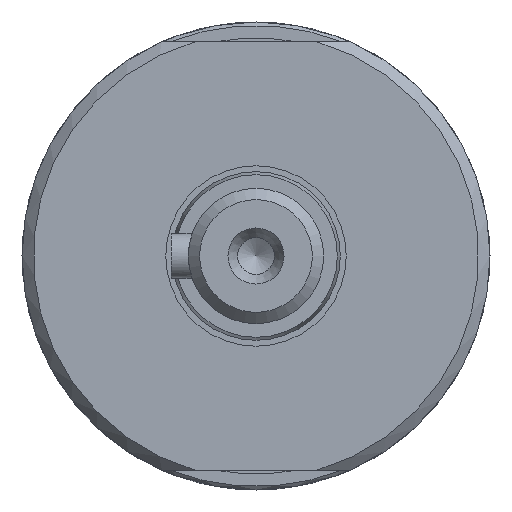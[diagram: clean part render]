
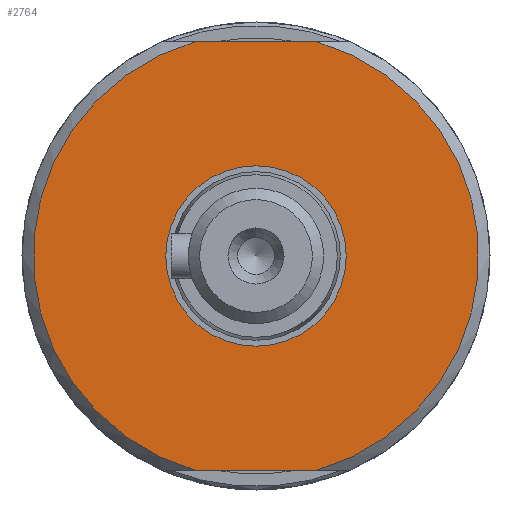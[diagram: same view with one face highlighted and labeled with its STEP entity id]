
A CAD part, left-side view. The second image highlights one B-rep face of the part: STEP entity #2764.
In plain terms, the highlighted planar face has unit normal (-1, 0, 0).
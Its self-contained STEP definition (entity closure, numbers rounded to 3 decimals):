
#241=FACE_BOUND('',#486,.T.);
#326=FACE_OUTER_BOUND('',#485,.T.);
#485=EDGE_LOOP('',(#2058,#2059,#2060,#2061));
#486=EDGE_LOOP('',(#2062,#2063));
#653=CIRCLE('',#2987,19.75);
#654=CIRCLE('',#2990,8.);
#655=CIRCLE('',#2991,8.);
#656=CIRCLE('',#2993,19.75);
#732=LINE('',#4059,#975);
#737=LINE('',#4085,#980);
#975=VECTOR('',#3269,10.);
#980=VECTOR('',#3276,10.);
#1236=VERTEX_POINT('',#4054);
#1237=VERTEX_POINT('',#4058);
#1244=VERTEX_POINT('',#4080);
#1245=VERTEX_POINT('',#4084);
#1268=VERTEX_POINT('',#4189);
#1269=VERTEX_POINT('',#4191);
#1505=EDGE_CURVE('',#1237,#1236,#732,.T.);
#1514=EDGE_CURVE('',#1245,#1244,#737,.T.);
#1560=EDGE_CURVE('',#1237,#1244,#653,.T.);
#1562=EDGE_CURVE('',#1269,#1268,#654,.T.);
#1563=EDGE_CURVE('',#1268,#1269,#655,.T.);
#1564=EDGE_CURVE('',#1245,#1236,#656,.T.);
#2058=ORIENTED_EDGE('',*,*,#1505,.T.);
#2059=ORIENTED_EDGE('',*,*,#1564,.F.);
#2060=ORIENTED_EDGE('',*,*,#1514,.T.);
#2061=ORIENTED_EDGE('',*,*,#1560,.F.);
#2062=ORIENTED_EDGE('',*,*,#1562,.T.);
#2063=ORIENTED_EDGE('',*,*,#1563,.T.);
#2644=PLANE('',#2992);
#2764=ADVANCED_FACE('',(#326,#241),#2644,.T.);
#2987=AXIS2_PLACEMENT_3D('',#4186,#3383,#3384);
#2990=AXIS2_PLACEMENT_3D('',#4192,#3390,#3391);
#2991=AXIS2_PLACEMENT_3D('',#4193,#3392,#3393);
#2992=AXIS2_PLACEMENT_3D('',#4194,#3394,#3395);
#2993=AXIS2_PLACEMENT_3D('',#4195,#3396,#3397);
#3269=DIRECTION('',(0.,-1.,0.));
#3276=DIRECTION('',(0.,1.,0.));
#3383=DIRECTION('center_axis',(1.,0.,0.));
#3384=DIRECTION('ref_axis',(0.,1.,0.));
#3390=DIRECTION('center_axis',(1.,0.,0.));
#3391=DIRECTION('ref_axis',(0.,1.,0.));
#3392=DIRECTION('center_axis',(1.,0.,0.));
#3393=DIRECTION('ref_axis',(0.,1.,0.));
#3394=DIRECTION('center_axis',(-1.,0.,0.));
#3395=DIRECTION('ref_axis',(0.,0.,
1.));
#3396=DIRECTION('center_axis',(1.,0.,0.));
#3397=DIRECTION('ref_axis',(0.,1.,0.));
#4054=CARTESIAN_POINT('',(-117.7,-5.391,-19.));
#4058=CARTESIAN_POINT('',(-117.7,5.391,-19.));
#4059=CARTESIAN_POINT('',(-117.7,1.392,-19.));
#4080=CARTESIAN_POINT('',(-117.7,5.391,19.));
#4084=CARTESIAN_POINT('',(-117.7,-5.391,19.));
#4085=CARTESIAN_POINT('',(-117.7,12.483,19.));
#4186=CARTESIAN_POINT('Origin',(-117.7,0.,
0.));
#4189=CARTESIAN_POINT('',(-117.7,-8.,0.));
#4191=CARTESIAN_POINT('',(-117.7,8.,0.));
#4192=CARTESIAN_POINT('Origin',(-117.7,0.,
0.));
#4193=CARTESIAN_POINT('Origin',(-117.7,0.,
0.));
#4194=CARTESIAN_POINT('Origin',(-117.7,13.875,0.));
#4195=CARTESIAN_POINT('Origin',(-117.7,0.,
0.));
